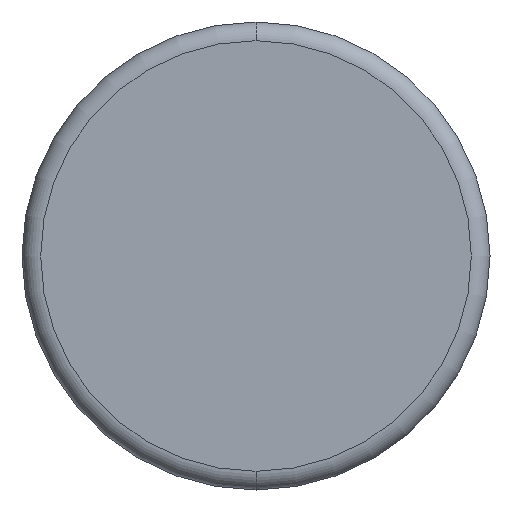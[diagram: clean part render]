
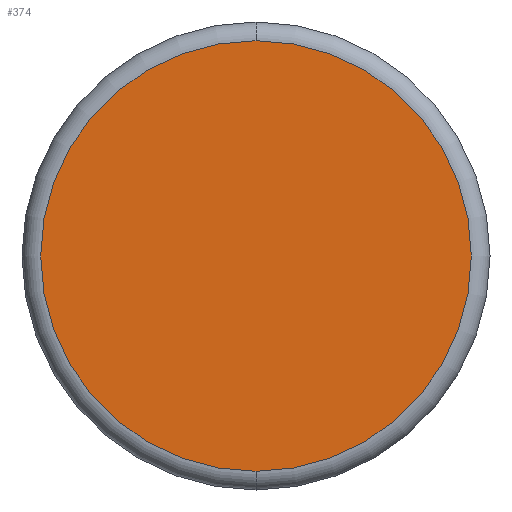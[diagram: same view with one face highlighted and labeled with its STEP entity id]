
A CAD part, front view. The second image highlights one B-rep face of the part: STEP entity #374.
In plain terms, the highlighted planar face has unit normal (0, -1, 0).
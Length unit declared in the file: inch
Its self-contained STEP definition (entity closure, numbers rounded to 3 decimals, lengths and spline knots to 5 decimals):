
#19 = CARTESIAN_POINT ( 'NONE',  ( 0., 0., 0. ) ) ;
#28 = FACE_OUTER_BOUND ( 'NONE', #164, .T. ) ;
#32 = DIRECTION ( 'NONE',  ( 0., -1., 0. ) ) ;
#38 = EDGE_CURVE ( 'NONE', #138, #75, #142, .T. ) ;
#59 = DIRECTION ( 'NONE',  ( 0., 0., -1. ) ) ;
#75 = VERTEX_POINT ( 'NONE', #148 ) ;
#111 = CARTESIAN_POINT ( 'NONE',  ( 0., 0., 0. ) ) ;
#136 = CIRCLE ( 'NONE', #348, 0.345 ) ;
#138 = VERTEX_POINT ( 'NONE', #273 ) ;
#141 = DIRECTION ( 'NONE',  ( 0., -1., 0. ) ) ;
#142 = CIRCLE ( 'NONE', #367, 0.345 ) ;
#148 = CARTESIAN_POINT ( 'NONE',  ( 0., 0., -0.345 ) ) ;
#164 = EDGE_LOOP ( 'NONE', ( #170, #313 ) ) ;
#170 = ORIENTED_EDGE ( 'NONE', *, *, #291, .T. ) ;
#187 = CARTESIAN_POINT ( 'NONE',  ( 0., 0., 0. ) ) ;
#238 = DIRECTION ( 'NONE',  ( 0., 0., -1. ) ) ;
#269 = DIRECTION ( 'NONE',  ( 0., -1., 0. ) ) ;
#273 = CARTESIAN_POINT ( 'NONE',  ( 0., 0., 0.345 ) ) ;
#278 = AXIS2_PLACEMENT_3D ( 'NONE', #187, #32, #59 ) ;
#291 = EDGE_CURVE ( 'NONE', #75, #138, #136, .T. ) ;
#313 = ORIENTED_EDGE ( 'NONE', *, *, #38, .T. ) ;
#323 = DIRECTION ( 'NONE',  ( 0., 0., -1. ) ) ;
#330 = PLANE ( 'NONE',  #278 ) ;
#348 = AXIS2_PLACEMENT_3D ( 'NONE', #111, #141, #238 ) ;
#367 = AXIS2_PLACEMENT_3D ( 'NONE', #19, #269, #323 ) ;
#374 = ADVANCED_FACE ( 'NONE', ( #28 ), #330, .T. ) ;
